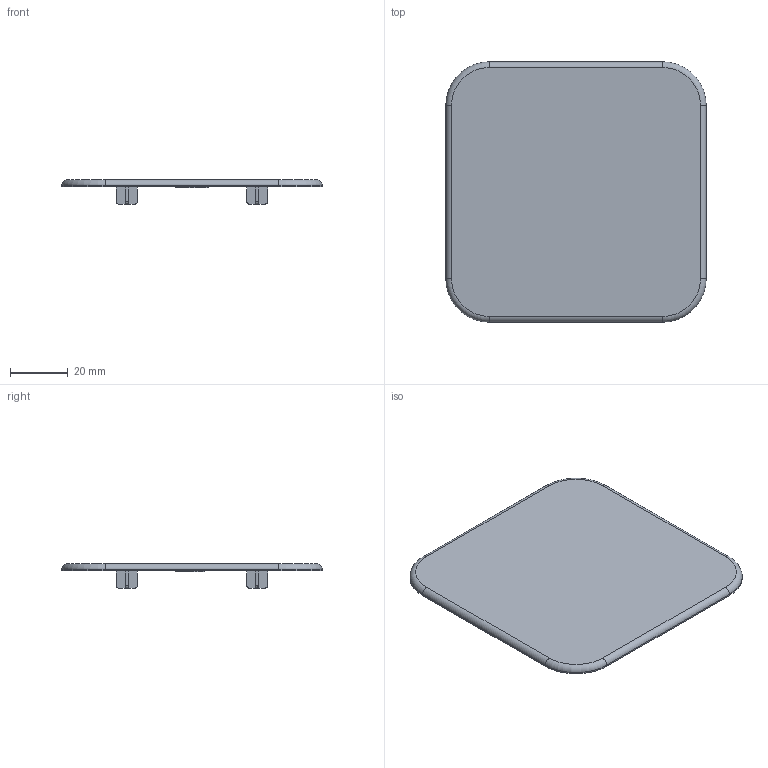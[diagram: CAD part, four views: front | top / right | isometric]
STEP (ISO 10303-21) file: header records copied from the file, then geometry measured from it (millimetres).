
FILE_DESCRIPTION (( 'STEP AP203' ), '1' );
FILE_NAME ('800.029.138.STEP', '2015-02-11T07:38:27', ( '' ), ( '' ), 'SwSTEP 2.0', 'SolidWorks 2012', '' );
FILE_SCHEMA (( 'CONFIG_CONTROL_DESIGN' ));
Length unit declared in the file: millimetre
Products named in the file (1): 800.029.138
Bounding box: 90 x 90 x 8.5 mm (x, y, z)
Volume: 19881.6 mm3; surface area: 17060.5 mm2
Topology: 1 solids, 1 shells, 146 faces, 401 edges, 264 vertices
Faces by surface type: plane 94, cylinder 28, torus 24
Entity records: 4880 total; most frequent: CARTESIAN_POINT 1068, ORIENTED_EDGE 802, DIRECTION 749, EDGE_CURVE 401, VECTOR 283, LINE 283, VERTEX_POINT 264, AXIS2_PLACEMENT_3D 233
